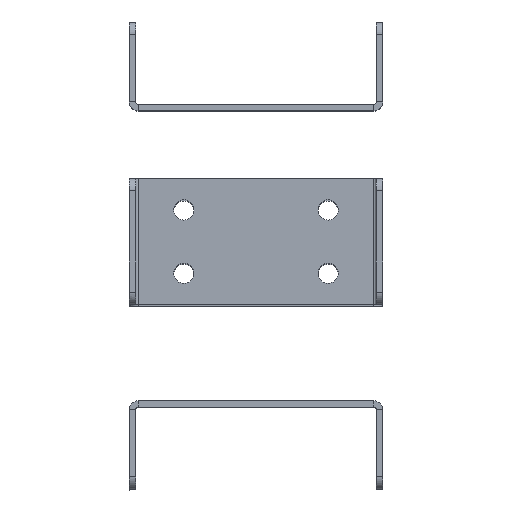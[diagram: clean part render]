
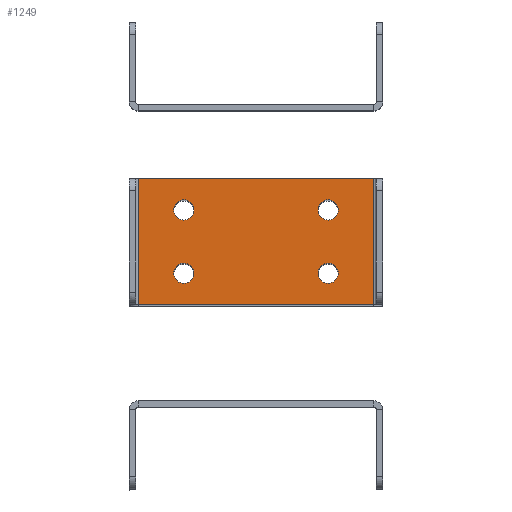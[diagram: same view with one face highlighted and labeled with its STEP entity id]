
A CAD part, top view. The second image highlights one B-rep face of the part: STEP entity #1249.
In plain terms, the highlighted face is planar.
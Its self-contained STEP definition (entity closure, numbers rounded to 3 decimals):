
#513=CARTESIAN_POINT('Vertex',(2.5,46.5,-25.)) ;
#544=CARTESIAN_POINT('Vertex',(2.5,46.5,25.)) ;
#547=CARTESIAN_POINT('Line Origine',(2.5,46.5,0.)) ;
#652=CARTESIAN_POINT('Vertex',(2.5,24.5,-12.5)) ;
#655=CARTESIAN_POINT('Axis2P3D Location',(2.5,28.5,-12.5)) ;
#659=CARTESIAN_POINT('Vertex',(2.5,28.5,-16.5)) ;
#679=CARTESIAN_POINT('Axis2P3D Location',(2.5,28.5,-12.5)) ;
#683=CARTESIAN_POINT('Vertex',(2.5,32.5,-12.5)) ;
#710=CARTESIAN_POINT('Axis2P3D Location',(2.5,28.5,-12.5)) ;
#714=CARTESIAN_POINT('Vertex',(2.5,28.5,-8.5)) ;
#746=CARTESIAN_POINT('Axis2P3D Location',(2.5,28.5,-12.5)) ;
#776=CARTESIAN_POINT('Vertex',(2.5,28.5,16.5)) ;
#779=CARTESIAN_POINT('Axis2P3D Location',(2.5,28.5,12.5)) ;
#783=CARTESIAN_POINT('Vertex',(2.5,24.5,12.5)) ;
#809=CARTESIAN_POINT('Vertex',(2.5,32.5,12.5)) ;
#812=CARTESIAN_POINT('Axis2P3D Location',(2.5,28.5,12.5)) ;
#840=CARTESIAN_POINT('Vertex',(2.5,28.5,8.5)) ;
#843=CARTESIAN_POINT('Axis2P3D Location',(2.5,28.5,12.5)) ;
#870=CARTESIAN_POINT('Axis2P3D Location',(2.5,28.5,12.5)) ;
#900=CARTESIAN_POINT('Vertex',(2.5,-28.5,-16.5)) ;
#903=CARTESIAN_POINT('Axis2P3D Location',(2.5,-28.5,-12.5)) ;
#907=CARTESIAN_POINT('Vertex',(2.5,-24.5,-12.5)) ;
#933=CARTESIAN_POINT('Vertex',(2.5,-32.5,-12.5)) ;
#936=CARTESIAN_POINT('Axis2P3D Location',(2.5,-28.5,-12.5)) ;
#964=CARTESIAN_POINT('Vertex',(2.5,-28.5,-8.5)) ;
#967=CARTESIAN_POINT('Axis2P3D Location',(2.5,-28.5,-12.5)) ;
#994=CARTESIAN_POINT('Axis2P3D Location',(2.5,-28.5,-12.5)) ;
#1024=CARTESIAN_POINT('Vertex',(2.5,-28.5,8.5)) ;
#1027=CARTESIAN_POINT('Axis2P3D Location',(2.5,-28.5,12.5)) ;
#1031=CARTESIAN_POINT('Vertex',(2.5,-24.5,12.5)) ;
#1057=CARTESIAN_POINT('Vertex',(2.5,-32.5,12.5)) ;
#1060=CARTESIAN_POINT('Axis2P3D Location',(2.5,-28.5,12.5)) ;
#1088=CARTESIAN_POINT('Vertex',(2.5,-28.5,16.5)) ;
#1091=CARTESIAN_POINT('Axis2P3D Location',(2.5,-28.5,12.5)) ;
#1118=CARTESIAN_POINT('Axis2P3D Location',(2.5,-28.5,12.5)) ;
#1163=CARTESIAN_POINT('Vertex',(2.5,-46.5,25.)) ;
#1166=CARTESIAN_POINT('Line Origine',(2.5,0.,25.)) ;
#1183=CARTESIAN_POINT('Line Origine',(2.5,0.,-25.)) ;
#1187=CARTESIAN_POINT('Vertex',(2.5,-46.5,-25.)) ;
#1209=CARTESIAN_POINT('Axis2P3D Location',(2.5,0.,0.)) ;
#1214=CARTESIAN_POINT('Line Origine',(2.5,-46.5,0.)) ;
#548=DIRECTION('Vector Direction',(0.,0.,-1.)) ;
#656=DIRECTION('Axis2P3D Direction',(1.,0.,0.)) ;
#680=DIRECTION('Axis2P3D Direction',(1.,0.,0.)) ;
#711=DIRECTION('Axis2P3D Direction',(1.,0.,0.)) ;
#747=DIRECTION('Axis2P3D Direction',(1.,0.,0.)) ;
#780=DIRECTION('Axis2P3D Direction',(1.,0.,0.)) ;
#813=DIRECTION('Axis2P3D Direction',(1.,0.,0.)) ;
#844=DIRECTION('Axis2P3D Direction',(1.,0.,0.)) ;
#871=DIRECTION('Axis2P3D Direction',(1.,0.,0.)) ;
#904=DIRECTION('Axis2P3D Direction',(1.,0.,0.)) ;
#937=DIRECTION('Axis2P3D Direction',(1.,0.,0.)) ;
#968=DIRECTION('Axis2P3D Direction',(1.,0.,0.)) ;
#995=DIRECTION('Axis2P3D Direction',(1.,0.,0.)) ;
#1028=DIRECTION('Axis2P3D Direction',(1.,0.,0.)) ;
#1061=DIRECTION('Axis2P3D Direction',(1.,0.,0.)) ;
#1092=DIRECTION('Axis2P3D Direction',(1.,0.,0.)) ;
#1119=DIRECTION('Axis2P3D Direction',(1.,0.,0.)) ;
#1167=DIRECTION('Vector Direction',(0.,-1.,0.)) ;
#1184=DIRECTION('Vector Direction',(0.,1.,0.)) ;
#1210=DIRECTION('Axis2P3D Direction',(1.,0.,0.)) ;
#1211=DIRECTION('Axis2P3D XDirection',(0.,1.,0.)) ;
#1215=DIRECTION('Vector Direction',(0.,0.,1.)) ;
#657=AXIS2_PLACEMENT_3D('Circle Axis2P3D',#655,#656,$) ;
#681=AXIS2_PLACEMENT_3D('Circle Axis2P3D',#679,#680,$) ;
#712=AXIS2_PLACEMENT_3D('Circle Axis2P3D',#710,#711,$) ;
#748=AXIS2_PLACEMENT_3D('Circle Axis2P3D',#746,#747,$) ;
#781=AXIS2_PLACEMENT_3D('Circle Axis2P3D',#779,#780,$) ;
#814=AXIS2_PLACEMENT_3D('Circle Axis2P3D',#812,#813,$) ;
#845=AXIS2_PLACEMENT_3D('Circle Axis2P3D',#843,#844,$) ;
#872=AXIS2_PLACEMENT_3D('Circle Axis2P3D',#870,#871,$) ;
#905=AXIS2_PLACEMENT_3D('Circle Axis2P3D',#903,#904,$) ;
#938=AXIS2_PLACEMENT_3D('Circle Axis2P3D',#936,#937,$) ;
#969=AXIS2_PLACEMENT_3D('Circle Axis2P3D',#967,#968,$) ;
#996=AXIS2_PLACEMENT_3D('Circle Axis2P3D',#994,#995,$) ;
#1029=AXIS2_PLACEMENT_3D('Circle Axis2P3D',#1027,#1028,$) ;
#1062=AXIS2_PLACEMENT_3D('Circle Axis2P3D',#1060,#1061,$) ;
#1093=AXIS2_PLACEMENT_3D('Circle Axis2P3D',#1091,#1092,$) ;
#1120=AXIS2_PLACEMENT_3D('Circle Axis2P3D',#1118,#1119,$) ;
#1212=AXIS2_PLACEMENT_3D('Plane Axis2P3D',#1209,#1210,#1211) ;
#1220=ORIENTED_EDGE('',*,*,#551,.F.) ;
#1221=ORIENTED_EDGE('',*,*,#1170,.T.) ;
#1222=ORIENTED_EDGE('',*,*,#1218,.F.) ;
#1223=ORIENTED_EDGE('',*,*,#1189,.T.) ;
#1226=ORIENTED_EDGE('',*,*,#750,.F.) ;
#1227=ORIENTED_EDGE('',*,*,#716,.F.) ;
#1228=ORIENTED_EDGE('',*,*,#685,.F.) ;
#1229=ORIENTED_EDGE('',*,*,#661,.F.) ;
#1232=ORIENTED_EDGE('',*,*,#785,.F.) ;
#1233=ORIENTED_EDGE('',*,*,#816,.F.) ;
#1234=ORIENTED_EDGE('',*,*,#847,.F.) ;
#1235=ORIENTED_EDGE('',*,*,#874,.F.) ;
#1238=ORIENTED_EDGE('',*,*,#909,.F.) ;
#1239=ORIENTED_EDGE('',*,*,#940,.F.) ;
#1240=ORIENTED_EDGE('',*,*,#971,.F.) ;
#1241=ORIENTED_EDGE('',*,*,#998,.F.) ;
#1244=ORIENTED_EDGE('',*,*,#1033,.F.) ;
#1245=ORIENTED_EDGE('',*,*,#1064,.F.) ;
#1246=ORIENTED_EDGE('',*,*,#1095,.F.) ;
#1247=ORIENTED_EDGE('',*,*,#1122,.F.) ;
#1230=FACE_BOUND('',#1225,.T.) ;
#1236=FACE_BOUND('',#1231,.T.) ;
#1242=FACE_BOUND('',#1237,.T.) ;
#1248=FACE_BOUND('',#1243,.T.) ;
#549=VECTOR('Line Direction',#548,1.) ;
#1168=VECTOR('Line Direction',#1167,1.) ;
#1185=VECTOR('Line Direction',#1184,1.) ;
#1216=VECTOR('Line Direction',#1215,1.) ;
#1249=ADVANCED_FACE('PartBody',(#1224,#1230,#1236,#1242,#1248),#1213,.T.) ;
#658=CIRCLE('generated circle',#657,4.) ;
#682=CIRCLE('generated circle',#681,4.) ;
#713=CIRCLE('generated circle',#712,4.) ;
#749=CIRCLE('generated circle',#748,4.) ;
#782=CIRCLE('generated circle',#781,4.) ;
#815=CIRCLE('generated circle',#814,4.) ;
#846=CIRCLE('generated circle',#845,4.) ;
#873=CIRCLE('generated circle',#872,4.) ;
#906=CIRCLE('generated circle',#905,4.) ;
#939=CIRCLE('generated circle',#938,4.) ;
#970=CIRCLE('generated circle',#969,4.) ;
#997=CIRCLE('generated circle',#996,4.) ;
#1030=CIRCLE('generated circle',#1029,4.) ;
#1063=CIRCLE('generated circle',#1062,4.) ;
#1094=CIRCLE('generated circle',#1093,4.) ;
#1121=CIRCLE('generated circle',#1120,4.) ;
#551=EDGE_CURVE('',#545,#514,#550,.T.) ;
#661=EDGE_CURVE('',#653,#660,#658,.T.) ;
#685=EDGE_CURVE('',#660,#684,#682,.T.) ;
#716=EDGE_CURVE('',#684,#715,#713,.T.) ;
#750=EDGE_CURVE('',#715,#653,#749,.T.) ;
#785=EDGE_CURVE('',#777,#784,#782,.T.) ;
#816=EDGE_CURVE('',#810,#777,#815,.T.) ;
#847=EDGE_CURVE('',#841,#810,#846,.T.) ;
#874=EDGE_CURVE('',#784,#841,#873,.T.) ;
#909=EDGE_CURVE('',#901,#908,#906,.T.) ;
#940=EDGE_CURVE('',#934,#901,#939,.T.) ;
#971=EDGE_CURVE('',#965,#934,#970,.T.) ;
#998=EDGE_CURVE('',#908,#965,#997,.T.) ;
#1033=EDGE_CURVE('',#1025,#1032,#1030,.T.) ;
#1064=EDGE_CURVE('',#1058,#1025,#1063,.T.) ;
#1095=EDGE_CURVE('',#1089,#1058,#1094,.T.) ;
#1122=EDGE_CURVE('',#1032,#1089,#1121,.T.) ;
#1170=EDGE_CURVE('',#545,#1164,#1169,.T.) ;
#1189=EDGE_CURVE('',#1188,#514,#1186,.T.) ;
#1218=EDGE_CURVE('',#1188,#1164,#1217,.T.) ;
#1219=EDGE_LOOP('',(#1220,#1221,#1222,#1223)) ;
#1225=EDGE_LOOP('',(#1226,#1227,#1228,#1229)) ;
#1231=EDGE_LOOP('',(#1232,#1233,#1234,#1235)) ;
#1237=EDGE_LOOP('',(#1238,#1239,#1240,#1241)) ;
#1243=EDGE_LOOP('',(#1244,#1245,#1246,#1247)) ;
#1224=FACE_OUTER_BOUND('',#1219,.T.) ;
#550=LINE('Line',#547,#549) ;
#1169=LINE('Line',#1166,#1168) ;
#1186=LINE('Line',#1183,#1185) ;
#1217=LINE('Line',#1214,#1216) ;
#1213=PLANE('',#1212) ;
#514=VERTEX_POINT('',#513) ;
#545=VERTEX_POINT('',#544) ;
#653=VERTEX_POINT('',#652) ;
#660=VERTEX_POINT('',#659) ;
#684=VERTEX_POINT('',#683) ;
#715=VERTEX_POINT('',#714) ;
#777=VERTEX_POINT('',#776) ;
#784=VERTEX_POINT('',#783) ;
#810=VERTEX_POINT('',#809) ;
#841=VERTEX_POINT('',#840) ;
#901=VERTEX_POINT('',#900) ;
#908=VERTEX_POINT('',#907) ;
#934=VERTEX_POINT('',#933) ;
#965=VERTEX_POINT('',#964) ;
#1025=VERTEX_POINT('',#1024) ;
#1032=VERTEX_POINT('',#1031) ;
#1058=VERTEX_POINT('',#1057) ;
#1089=VERTEX_POINT('',#1088) ;
#1164=VERTEX_POINT('',#1163) ;
#1188=VERTEX_POINT('',#1187) ;
